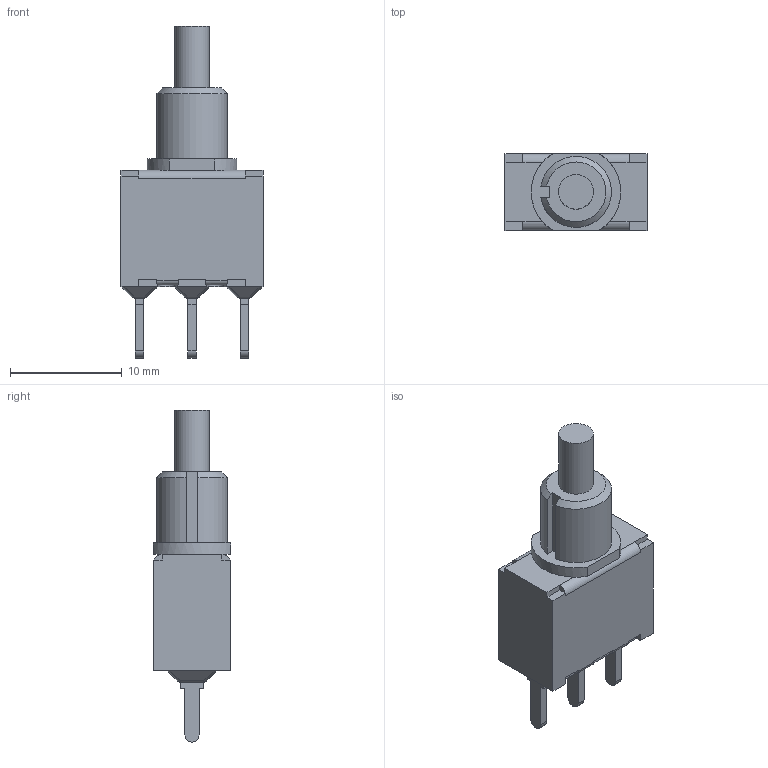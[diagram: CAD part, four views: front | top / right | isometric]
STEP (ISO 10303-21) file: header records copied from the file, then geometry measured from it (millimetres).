
FILE_DESCRIPTION((' '),'2;1');
FILE_NAME('700SP7B10M2xEH.stp','2017-08-03T13:44:28',(' '),(' '),' ','ACIS',' ');
FILE_SCHEMA(('CONFIG_CONTROL_DESIGN'));
Length unit declared in the file: inch
Products named in the file (1): 700SP7B10M2xEH.stp
Bounding box: 12.7 x 6.9 x 29.69 mm (x, y, z)
Volume: 1213.8 mm3; surface area: 907.2 mm2
Topology: 1 solids, 2 shells, 226 faces, 563 edges, 354 vertices
Faces by surface type: plane 147, cylinder 42, bspline 24, sphere 12, cone 1
Full cylindrical faces by diameter (mm): 3.1 x2
Entity records: 6883 total; most frequent: CARTESIAN_POINT 1506, ORIENTED_EDGE 1122, DIRECTION 1018, EDGE_CURVE 561, VECTOR 410, LINE 410, VERTEX_POINT 354, AXIS2_PLACEMENT_3D 304
